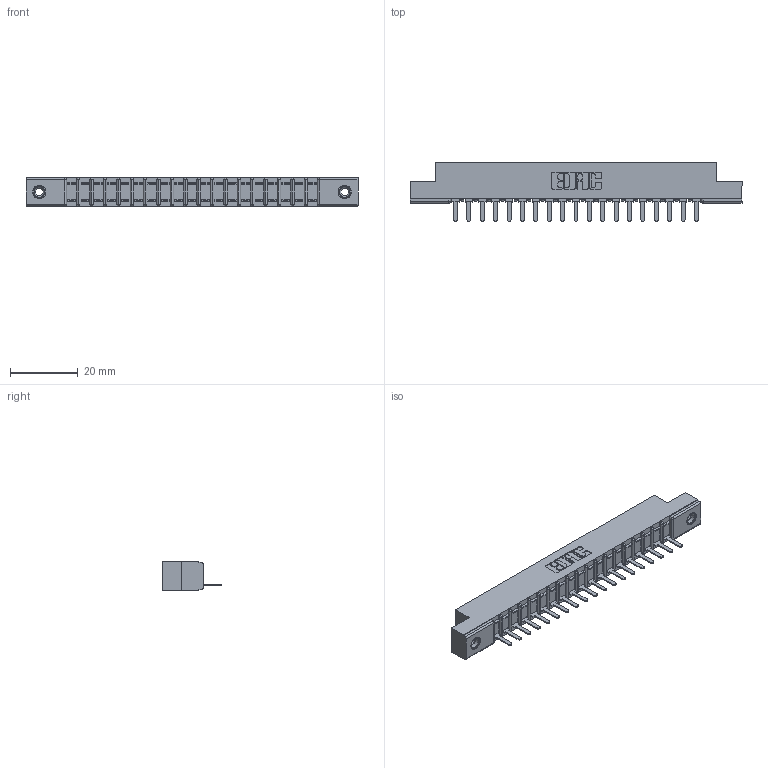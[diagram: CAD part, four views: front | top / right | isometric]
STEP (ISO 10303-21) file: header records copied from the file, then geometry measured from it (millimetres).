
FILE_DESCRIPTION (( 'STEP AP203' ), '1' );
FILE_NAME ('357-019-521-108.STEP', '2018-08-08T06:49:45', ( '' ), ( '' ), 'SwSTEP 2.0', 'SolidWorks 2016', '' );
FILE_SCHEMA (( 'CONFIG_CONTROL_DESIGN' ));
Length unit declared in the file: inch
Products named in the file (4): 307 Part_.156 Dia Mounting Holes; 307-290-002_521; 345-250-001_345-250-003-102; 357-019-521-108
Assembly tree (22 placements, depth 2):
  357-019-521-108
    307 Part_.156 Dia Mounting Holes
    307-290-002_521  x19
    345-250-001_345-250-003-102  x2
Bounding box: 98.3 x 17.42 x 8.71 mm (x, y, z)
Volume: 6482.5 mm3; surface area: 11653.8 mm2
Topology: 22 solids, 22 shells, 1604 faces, 4867 edges, 3182 vertices
Faces by surface type: plane 957, cylinder 591, sphere 40, cone 12, torus 4
Entity records: 21027 total; most frequent: CARTESIAN_POINT 3523, ORIENTED_EDGE 3506, DIRECTION 3443, EDGE_CURVE 1753, LINE 1331, VECTOR 1331, VERTEX_POINT 1136, AXIS2_PLACEMENT_3D 1056
